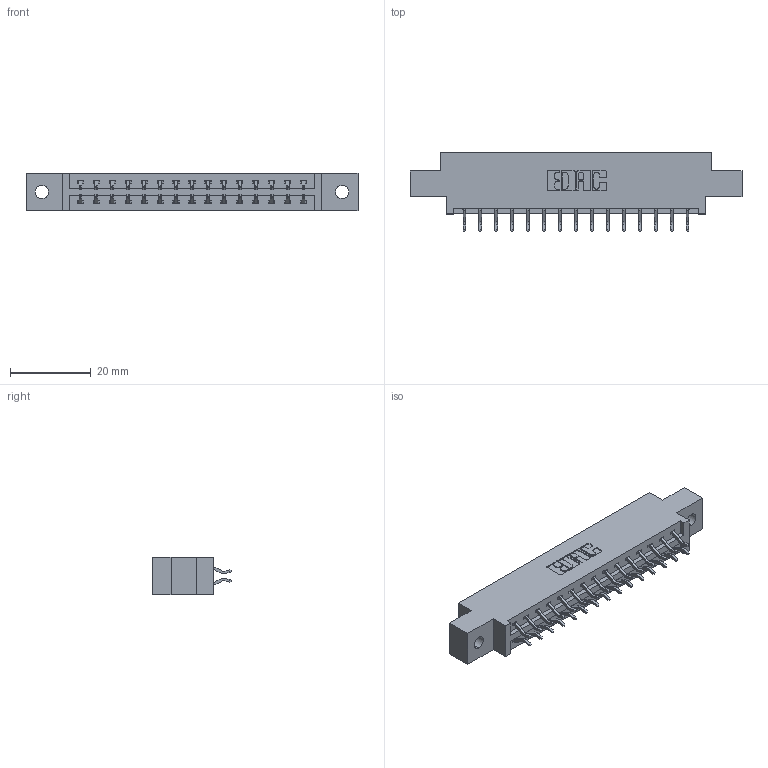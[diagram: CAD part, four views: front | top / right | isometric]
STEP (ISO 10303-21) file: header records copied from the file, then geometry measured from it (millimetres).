
FILE_DESCRIPTION (( 'STEP AP203' ), '1' );
FILE_NAME ('337-030-556-802.STEP', '2018-08-07T02:01:18', ( '' ), ( '' ), 'SwSTEP 2.0', 'SolidWorks 2016', '' );
FILE_SCHEMA (( 'CONFIG_CONTROL_DESIGN' ));
Length unit declared in the file: inch
Products named in the file (3): 337-030-556-802; 337 Part_0.170 Offset - 0.128 Dia; 345-292-001_556 Tail
Assembly tree (31 placements, depth 2):
  337-030-556-802
    337 Part_0.170 Offset - 0.128 Dia
    345-292-001_556 Tail  x30
Bounding box: 82.45 x 19.57 x 9.4 mm (x, y, z)
Volume: 8174.3 mm3; surface area: 8782.2 mm2
Topology: 31 solids, 31 shells, 1918 faces, 5693 edges, 3754 vertices
Faces by surface type: plane 1334, cylinder 584
Entity records: 15477 total; most frequent: CARTESIAN_POINT 2646, ORIENTED_EDGE 2570, DIRECTION 2289, EDGE_CURVE 1285, VECTOR 1149, LINE 1149, VERTEX_POINT 854, AXIS2_PLACEMENT_3D 570
